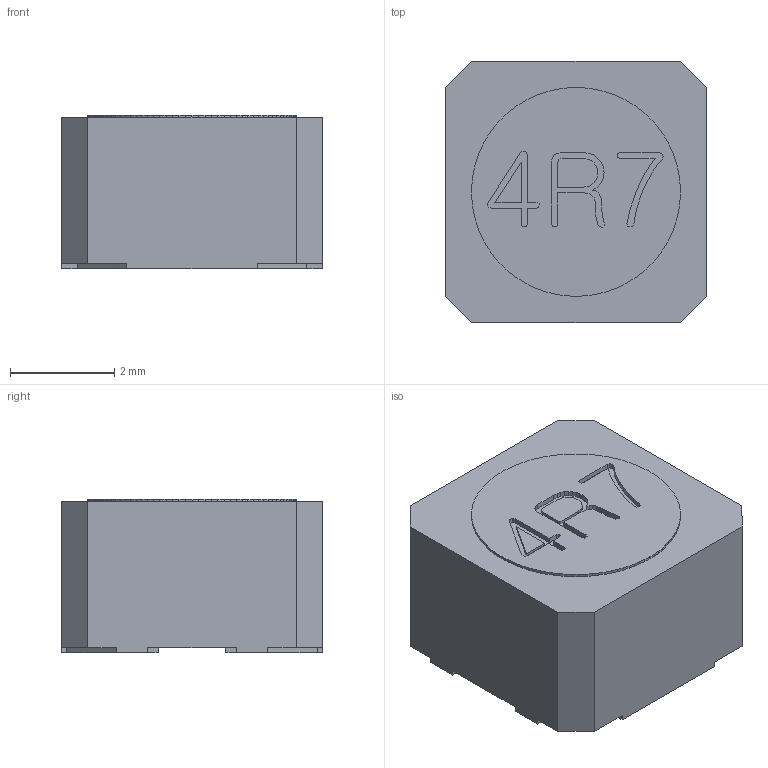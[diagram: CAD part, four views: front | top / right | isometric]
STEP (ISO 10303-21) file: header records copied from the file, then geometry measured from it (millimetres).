
FILE_DESCRIPTION (( 'STEP AP203' ), '1' );
FILE_NAME ('User Library-Inductor VLCF5020T-100M1R1-1.STEP', '2017-01-21T23:28:16', ( 'Windows User' ), ( '' ), 'SwSTEP 2.0', 'SolidWorks 2017', '' );
FILE_SCHEMA (( 'CONFIG_CONTROL_DESIGN' ));
Length unit declared in the file: millimetre
Products named in the file (1): User Library-Inductor VLCF5020T-100M1R1-1
Bounding box: 5 x 5 x 2.95 mm (x, y, z)
Volume: 70.5 mm3; surface area: 106.6 mm2
Topology: 1 solids, 1 shells, 244 faces, 708 edges, 472 vertices
Faces by surface type: plane 244
Entity records: 7949 total; most frequent: CARTESIAN_POINT 1425, ORIENTED_EDGE 1416, DIRECTION 1198, VECTOR 708, EDGE_CURVE 708, LINE 708, VERTEX_POINT 472, EDGE_LOOP 250
